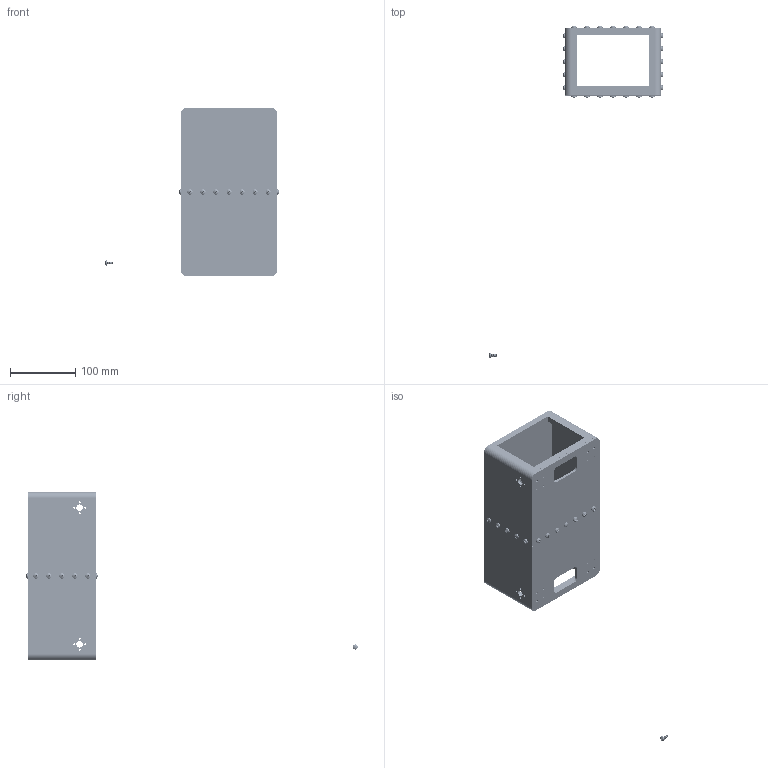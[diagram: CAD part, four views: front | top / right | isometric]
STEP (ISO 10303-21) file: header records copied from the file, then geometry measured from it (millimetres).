
FILE_DESCRIPTION (( 'STEP AP203' ), '1' );
FILE_NAME ('躯干概念图（未放电机）.STEP', '2025-12-17T10:25:00', ( '' ), ( '' ), 'SwSTEP 2.0', 'SolidWorks 2025', '' );
FILE_SCHEMA (( 'CONFIG_CONTROL_DESIGN' ));
Length unit declared in the file: millimetre
Products named in the file (6): cross recessed pan head screws gb_GB_CROSS_SCREWS_TYPE1 M4X8-8  Z type-S; 躯干概念图（未放电机）; 身体躯干左; hex nuts, style 1-grades ab gb_GB_FASTENER_NUT_SNAB1 M4-S; cross recessed pan head screws gb_GB_CROSS_SCREWS_TYPE1 M4X10-10  Z type-S; 身体躯干右
Assembly tree (50 placements, depth 2):
  躯干概念图（未放电机）
    身体躯干左
    身体躯干右
    cross recessed pan head screws gb_GB_CROSS_SCREWS_TYPE1 M4X10-10  Z type-S  x24
    cross recessed pan head screws gb_GB_CROSS_SCREWS_TYPE1 M4X8-8  Z type-S
    hex nuts, style 1-grades ab gb_GB_FASTENER_NUT_SNAB1 M4-S  x23
Bounding box: 267.93 x 510.03 x 258.33 mm (x, y, z)
Volume: 574960.9 mm3; surface area: 295142.5 mm2
Topology: 50 solids, 50 shells, 5700 faces, 12354 edges, 6783 vertices
Faces by surface type: cone 2962, cylinder 1802, plane 886, sphere 50
Entity records: 20206 total; most frequent: DIRECTION 3496, CARTESIAN_POINT 3161, ORIENTED_EDGE 2952, EDGE_CURVE 1476, AXIS2_PLACEMENT_3D 1391, VERTEX_POINT 888, EDGE_LOOP 788, CIRCLE 734
